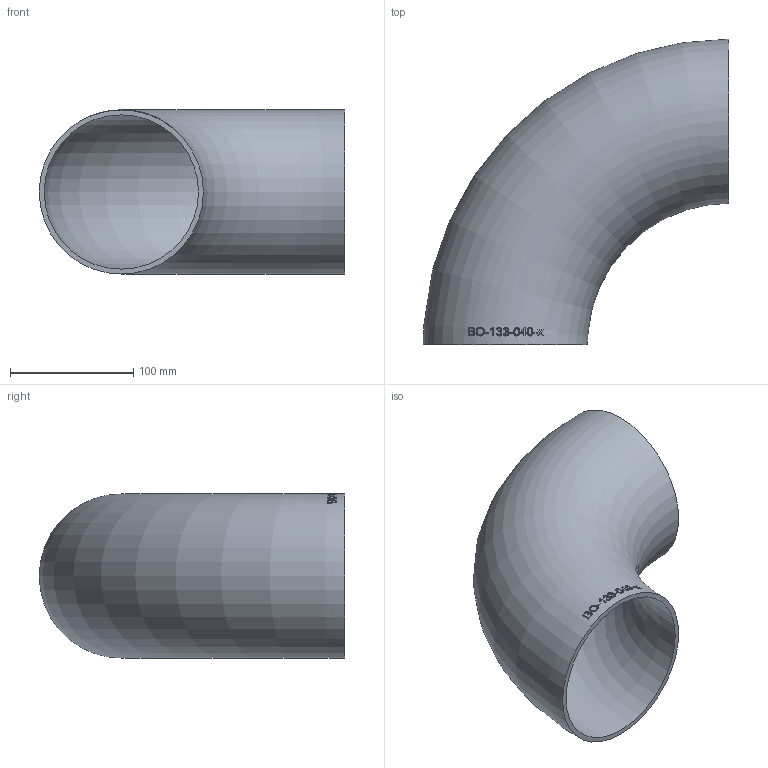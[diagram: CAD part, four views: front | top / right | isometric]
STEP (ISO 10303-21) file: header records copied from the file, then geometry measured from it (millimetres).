
FILE_DESCRIPTION (( 'STEP AP214' ), '1' );
FILE_NAME ('BO-133-040-x Bogen 1910.STEP', '2019-10-30T13:46:29', ( '' ), ( '' ), 'SwSTEP 2.0', 'SolidWorks 2016', '' );
FILE_SCHEMA (( 'AUTOMOTIVE_DESIGN' ));
Length unit declared in the file: millimetre
Products named in the file (1): BO-133-040-x Bogen 1910
Bounding box: 247.5 x 247.5 x 133 mm (x, y, z)
Volume: 460878.3 mm3; surface area: 233718.7 mm2
Topology: 1 solids, 1 shells, 145 faces, 379 edges, 253 vertices
Faces by surface type: plane 62, bspline 61, torus 22
Entity records: 7923 total; most frequent: CARTESIAN_POINT 3589, ORIENTED_EDGE 734, EDGE_CURVE 367, DIRECTION 295, VERTEX_POINT 246, B_SPLINE_CURVE_WITH_KNOTS 242, EDGE_LOOP 165, FACE_OUTER_BOUND 145
